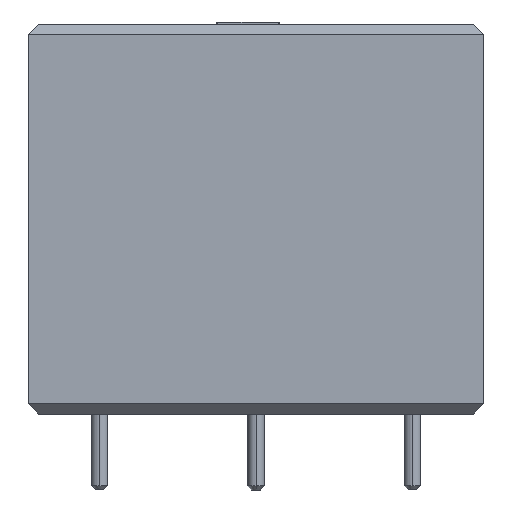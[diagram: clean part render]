
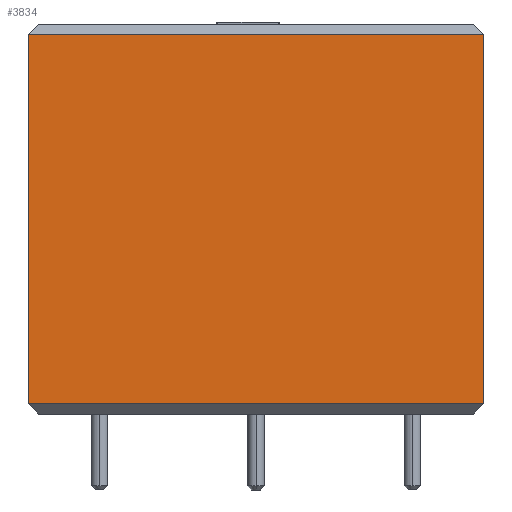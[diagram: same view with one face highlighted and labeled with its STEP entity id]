
A CAD part, left-side view. The second image highlights one B-rep face of the part: STEP entity #3834.
In plain terms, the highlighted planar face has unit normal (-1, 0, 0).
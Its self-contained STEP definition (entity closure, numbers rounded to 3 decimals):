
#55 = FACE_OUTER_BOUND ( 'NONE', #933, .T. ) ;
#349 = VERTEX_POINT ( 'NONE', #3562 ) ;
#394 = CARTESIAN_POINT ( 'NONE',  ( -16.85, -11.1, 20.5 ) ) ;
#461 = ORIENTED_EDGE ( 'NONE', *, *, #1639, .T. ) ;
#561 = CARTESIAN_POINT ( 'NONE',  ( -16.85, -11.322, 39.222 ) ) ;
#674 = CARTESIAN_POINT ( 'NONE',  ( -16.85, -11.322, 38.5 ) ) ;
#720 = DIRECTION ( 'NONE',  ( 0., 1., 0. ) ) ;
#896 = ORIENTED_EDGE ( 'NONE', *, *, #5612, .T. ) ;
#926 = VECTOR ( 'NONE', #5725, 1000. ) ;
#933 = EDGE_LOOP ( 'NONE', ( #5789, #461, #896, #2928 ) ) ;
#1166 = CARTESIAN_POINT ( 'NONE',  ( -16.85, 11.1, 39.337 ) ) ;
#1203 = EDGE_CURVE ( 'NONE', #349, #7558, #1204, .T. ) ;
#1204 = LINE ( 'NONE', #1166, #7450 ) ;
#1639 = EDGE_CURVE ( 'NONE', #6588, #3496, #1834, .T. ) ;
#1834 = LINE ( 'NONE', #5019, #926 ) ;
#1916 = PLANE ( 'NONE',  #6172 ) ;
#2027 = LINE ( 'NONE', #674, #2067 ) ;
#2067 = VECTOR ( 'NONE', #720, 1000. ) ;
#2928 = ORIENTED_EDGE ( 'NONE', *, *, #1203, .F. ) ;
#3282 = CARTESIAN_POINT ( 'NONE',  ( -16.85, 11.1, 38.5 ) ) ;
#3317 = EDGE_CURVE ( 'NONE', #6588, #349, #7513, .T. ) ;
#3496 = VERTEX_POINT ( 'NONE', #7990 ) ;
#3562 = CARTESIAN_POINT ( 'NONE',  ( -16.85, 11.1, 20.5 ) ) ;
#3747 = DIRECTION ( 'NONE',  ( 0., 1., 0. ) ) ;
#3834 = ADVANCED_FACE ( 'NONE', ( #55 ), #1916, .T. ) ;
#4670 = VECTOR ( 'NONE', #3747, 1000. ) ;
#5019 = CARTESIAN_POINT ( 'NONE',  ( -16.85, -11.1, 39.222 ) ) ;
#5061 = DIRECTION ( 'NONE',  ( 0., 0., 1. ) ) ;
#5612 = EDGE_CURVE ( 'NONE', #3496, #7558, #2027, .T. ) ;
#5725 = DIRECTION ( 'NONE',  ( 0., 0., 1. ) ) ;
#5789 = ORIENTED_EDGE ( 'NONE', *, *, #3317, .F. ) ;
#5797 = DIRECTION ( 'NONE',  ( 0., 0., 1. ) ) ;
#6172 = AXIS2_PLACEMENT_3D ( 'NONE', #561, #7841, #5797 ) ;
#6588 = VERTEX_POINT ( 'NONE', #394 ) ;
#7450 = VECTOR ( 'NONE', #5061, 1000. ) ;
#7513 = LINE ( 'NONE', #7597, #4670 ) ;
#7558 = VERTEX_POINT ( 'NONE', #3282 ) ;
#7597 = CARTESIAN_POINT ( 'NONE',  ( -16.85, -22.363, 20.5 ) ) ;
#7841 = DIRECTION ( 'NONE',  ( -1., 0., 0. ) ) ;
#7990 = CARTESIAN_POINT ( 'NONE',  ( -16.85, -11.1, 38.5 ) ) ;
